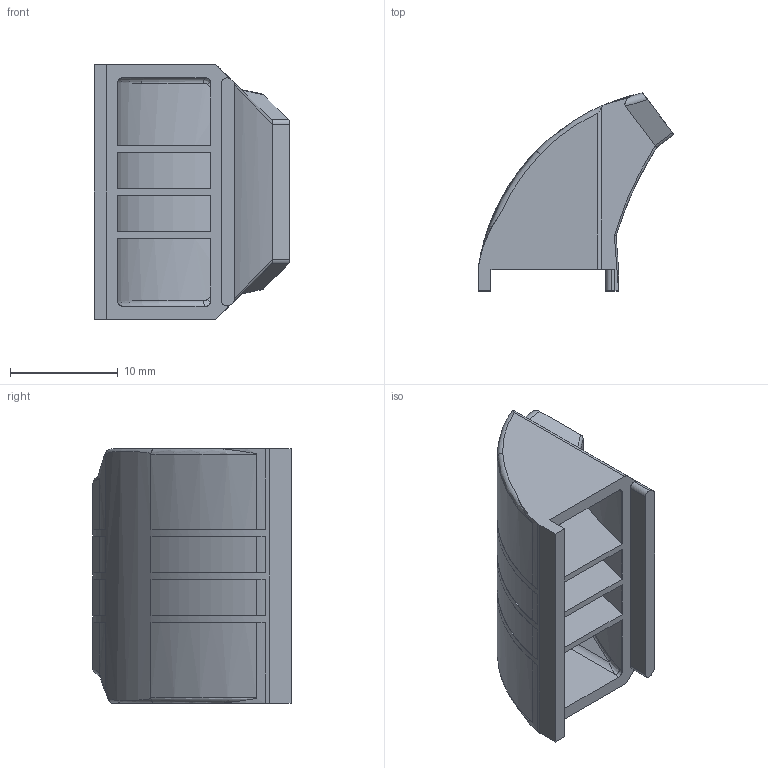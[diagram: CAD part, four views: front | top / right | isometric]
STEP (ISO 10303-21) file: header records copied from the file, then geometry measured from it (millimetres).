
FILE_DESCRIPTION (( 'STEP AP203' ), '1' );
FILE_NAME ('3010_nozzle.STEP', '2022-02-13T12:27:10', ( '' ), ( '' ), 'SwSTEP 2.0', 'SolidWorks 2020', '' );
FILE_SCHEMA (( 'CONFIG_CONTROL_DESIGN' ));
Length unit declared in the file: millimetre
Products named in the file (1): 3010_nozzle
Bounding box: 18.15 x 18.36 x 23.6 mm (x, y, z)
Volume: 1738.7 mm3; surface area: 3158.4 mm2
Topology: 1 solids, 1 shells, 118 faces, 321 edges, 207 vertices
Faces by surface type: plane 55, cylinder 39, bspline 15, torus 8, sphere 1
Entity records: 4250 total; most frequent: CARTESIAN_POINT 1346, ORIENTED_EDGE 642, DIRECTION 536, EDGE_CURVE 321, VERTEX_POINT 207, AXIS2_PLACEMENT_3D 190, LINE 156, VECTOR 156
